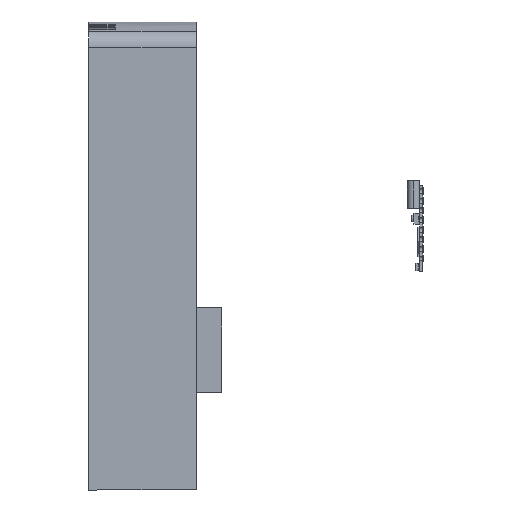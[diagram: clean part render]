
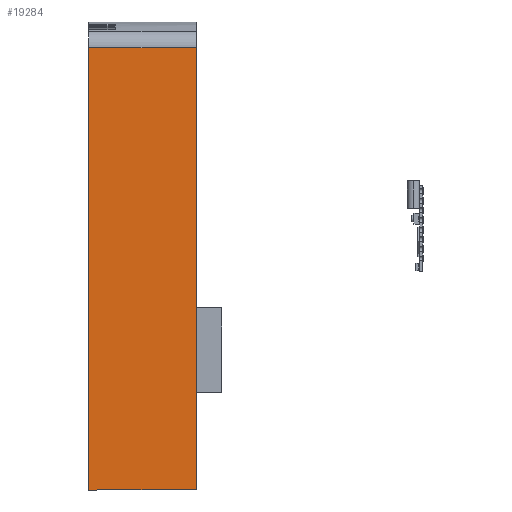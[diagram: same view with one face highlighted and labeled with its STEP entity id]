
A CAD part, left-side view. The second image highlights one B-rep face of the part: STEP entity #19284.
In plain terms, the highlighted planar face has unit normal (-1, 0, 0).
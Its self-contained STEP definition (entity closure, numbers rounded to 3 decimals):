
#1425=PLANE('',#20798);
#2478=FACE_OUTER_BOUND('',#3671,.T.);
#3671=EDGE_LOOP('',(#17796,#17797,#17798,#17799));
#5327=LINE('',#33868,#7130);
#5363=LINE('',#33957,#7166);
#5452=LINE('',#34257,#7255);
#5486=LINE('',#34368,#7289);
#7130=VECTOR('',#24900,10.);
#7166=VECTOR('',#24994,10.);
#7255=VECTOR('',#25301,10.);
#7289=VECTOR('',#25433,10.);
#9514=VERTEX_POINT('',#33865);
#9515=VERTEX_POINT('',#33867);
#9537=VERTEX_POINT('',#33953);
#9539=VERTEX_POINT('',#33956);
#12159=EDGE_CURVE('',#9514,#9515,#5327,.T.);
#12203=EDGE_CURVE('',#9537,#9539,#5363,.T.);
#12353=EDGE_CURVE('',#9539,#9514,#5452,.T.);
#12410=EDGE_CURVE('',#9537,#9515,#5486,.T.);
#17796=ORIENTED_EDGE('',*,*,#12353,.F.);
#17797=ORIENTED_EDGE('',*,*,#12203,.F.);
#17798=ORIENTED_EDGE('',*,*,#12410,.T.);
#17799=ORIENTED_EDGE('',*,*,#12159,.F.);
#19284=ADVANCED_FACE('',(#2478),#1425,.T.);
#20798=AXIS2_PLACEMENT_3D('',#34367,#25431,#25432);
#24900=DIRECTION('',(0.,-1.,0.));
#24994=DIRECTION('',(0.,1.,0.));
#25301=DIRECTION('',(0.,0.,1.));
#25431=DIRECTION('center_axis',(-1.,0.,0.));
#25432=DIRECTION('ref_axis',(0.,0.,1.));
#25433=DIRECTION('',(0.,0.,1.));
#33865=CARTESIAN_POINT('',(0.,28.5,117.166));
#33867=CARTESIAN_POINT('',(0.,0.,117.166));
#33868=CARTESIAN_POINT('',(0.,0.,117.166));
#33953=CARTESIAN_POINT('',(0.,0.,0.));
#33956=CARTESIAN_POINT('',(0.,28.5,0.));
#33957=CARTESIAN_POINT('',(0.,0.,0.));
#34257=CARTESIAN_POINT('',(0.,28.5,0.));
#34367=CARTESIAN_POINT('Origin',(0.,0.,0.));
#34368=CARTESIAN_POINT('',(0.,0.,0.));
